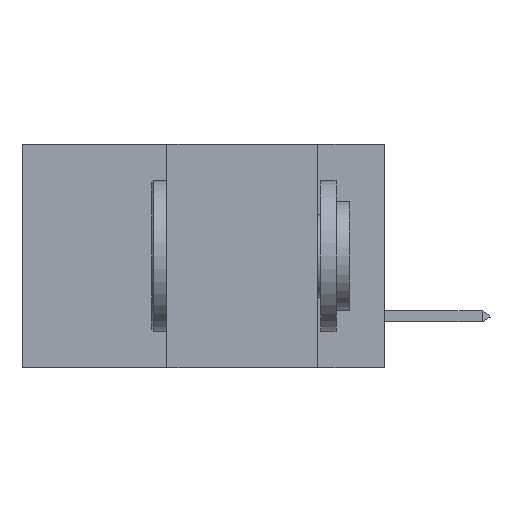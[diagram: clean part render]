
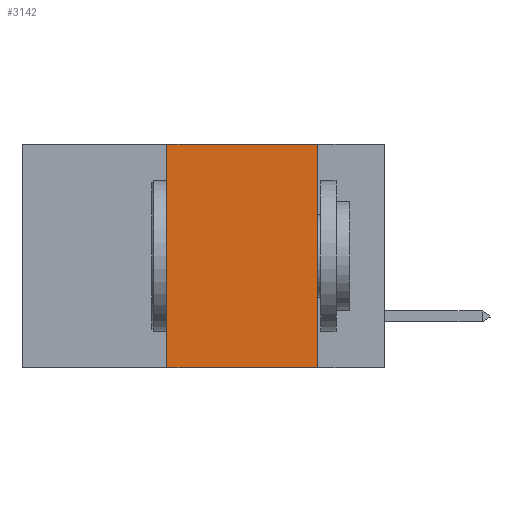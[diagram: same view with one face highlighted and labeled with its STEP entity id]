
A CAD part, left-side view. The second image highlights one B-rep face of the part: STEP entity #3142.
In plain terms, the highlighted planar face has unit normal (-1, 0, 0).
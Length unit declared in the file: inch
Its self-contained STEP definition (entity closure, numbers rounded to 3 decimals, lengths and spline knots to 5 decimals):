
#732 = DIRECTION ( 'NONE',  ( 0., 0., 1. ) ) ;
#797 = LINE ( 'NONE', #1409, #5317 ) ;
#917 = LINE ( 'NONE', #7036, #3209 ) ;
#924 = VECTOR ( 'NONE', #6057, 39.37008 ) ;
#1165 = DIRECTION ( 'NONE',  ( 0., 0., -1. ) ) ;
#1225 = DIRECTION ( 'NONE',  ( 1., 0., 0. ) ) ;
#1409 = CARTESIAN_POINT ( 'NONE',  ( 0., 0.11, 0. ) ) ;
#1496 = CARTESIAN_POINT ( 'NONE',  ( 0., 0.6, 0. ) ) ;
#1579 = PLANE ( 'NONE',  #10137 ) ;
#1607 = ORIENTED_EDGE ( 'NONE', *, *, #3352, .T. ) ;
#2260 = DIRECTION ( 'NONE',  ( 0., -1., 0. ) ) ;
#2420 = CARTESIAN_POINT ( 'NONE',  ( 0., 0.11, -0.37 ) ) ;
#3142 = ADVANCED_FACE ( 'NONE', ( #8106 ), #1579, .F. ) ;
#3209 = VECTOR ( 'NONE', #2260, 39.37008 ) ;
#3352 = EDGE_CURVE ( 'NONE', #10495, #5730, #917, .T. ) ;
#3654 = VECTOR ( 'NONE', #732, 39.37008 ) ;
#3777 = VERTEX_POINT ( 'NONE', #5384 ) ;
#3888 = ORIENTED_EDGE ( 'NONE', *, *, #7192, .F. ) ;
#4333 = DIRECTION ( 'NONE',  ( 0., 0., -1. ) ) ;
#5317 = VECTOR ( 'NONE', #4333, 39.37008 ) ;
#5384 = CARTESIAN_POINT ( 'NONE',  ( 0., 0.36, 0. ) ) ;
#5730 = VERTEX_POINT ( 'NONE', #2420 ) ;
#6009 = CARTESIAN_POINT ( 'NONE',  ( 0., 0.6, 0. ) ) ;
#6057 = DIRECTION ( 'NONE',  ( 0., -1., 0. ) ) ;
#6559 = EDGE_CURVE ( 'NONE', #3777, #8216, #10833, .T. ) ;
#7036 = CARTESIAN_POINT ( 'NONE',  ( 0., 0.6, -0.37 ) ) ;
#7192 = EDGE_CURVE ( 'NONE', #10495, #3777, #11230, .T. ) ;
#7754 = CARTESIAN_POINT ( 'NONE',  ( 0., 0.36, -0.37 ) ) ;
#8106 = FACE_OUTER_BOUND ( 'NONE', #8183, .T. ) ;
#8183 = EDGE_LOOP ( 'NONE', ( #10356, #8310, #3888, #1607 ) ) ;
#8216 = VERTEX_POINT ( 'NONE', #9724 ) ;
#8310 = ORIENTED_EDGE ( 'NONE', *, *, #6559, .F. ) ;
#9724 = CARTESIAN_POINT ( 'NONE',  ( 0., 0.11, 0. ) ) ;
#10137 = AXIS2_PLACEMENT_3D ( 'NONE', #1496, #1225, #1165 ) ;
#10356 = ORIENTED_EDGE ( 'NONE', *, *, #10732, .F. ) ;
#10495 = VERTEX_POINT ( 'NONE', #7754 ) ;
#10732 = EDGE_CURVE ( 'NONE', #8216, #5730, #797, .T. ) ;
#10833 = LINE ( 'NONE', #6009, #924 ) ;
#11230 = LINE ( 'NONE', #11619, #3654 ) ;
#11619 = CARTESIAN_POINT ( 'NONE',  ( 0., 0.36, 0. ) ) ;
